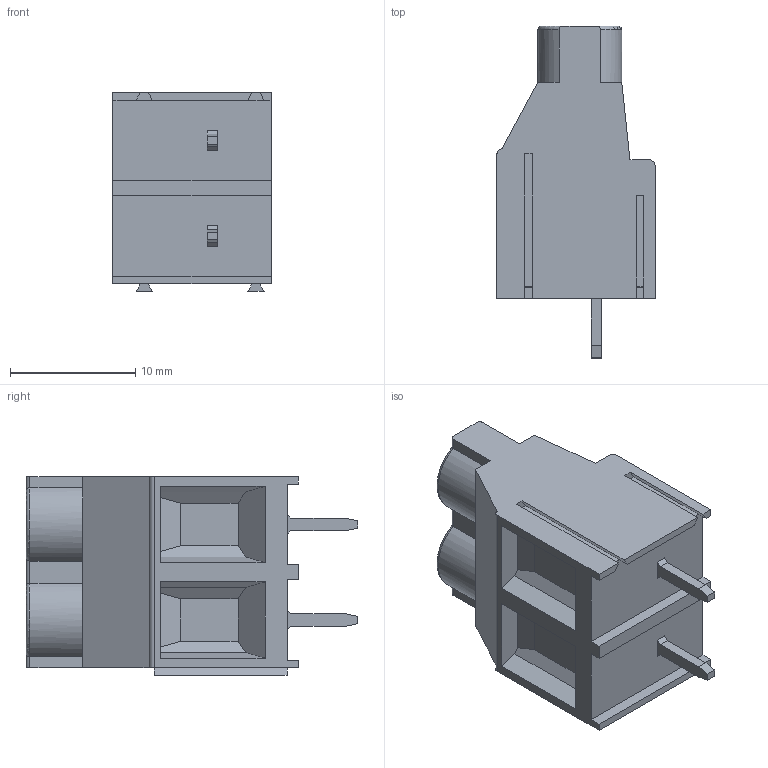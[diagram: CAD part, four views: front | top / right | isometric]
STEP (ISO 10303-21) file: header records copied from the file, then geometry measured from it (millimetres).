
FILE_DESCRIPTION (( 'STEP AP214' ), '1' );
FILE_NAME ('TB005-762-02BE.STEP', '2021-08-24T11:23:08', ( '' ), ( '' ), 'SwSTEP 2.0', 'SolidWorks 2018', '' );
FILE_SCHEMA (( 'AUTOMOTIVE_DESIGN' ));
Length unit declared in the file: inch
Products named in the file (2): TB005-762-02BE
Bounding box: 12.6 x 26.45 x 15.84 mm (x, y, z)
Volume: 2867.6 mm3; surface area: 1745.8 mm2
Topology: 1 solids, 1 shells, 119 faces, 309 edges, 202 vertices
Faces by surface type: plane 93, cylinder 16, cone 6, torus 4
Entity records: 5249 total; most frequent: CARTESIAN_POINT 720, ORIENTED_EDGE 618, DIRECTION 579, EDGE_CURVE 309, VECTOR 249, LINE 249, VERTEX_POINT 202, AXIS2_PLACEMENT_3D 165
